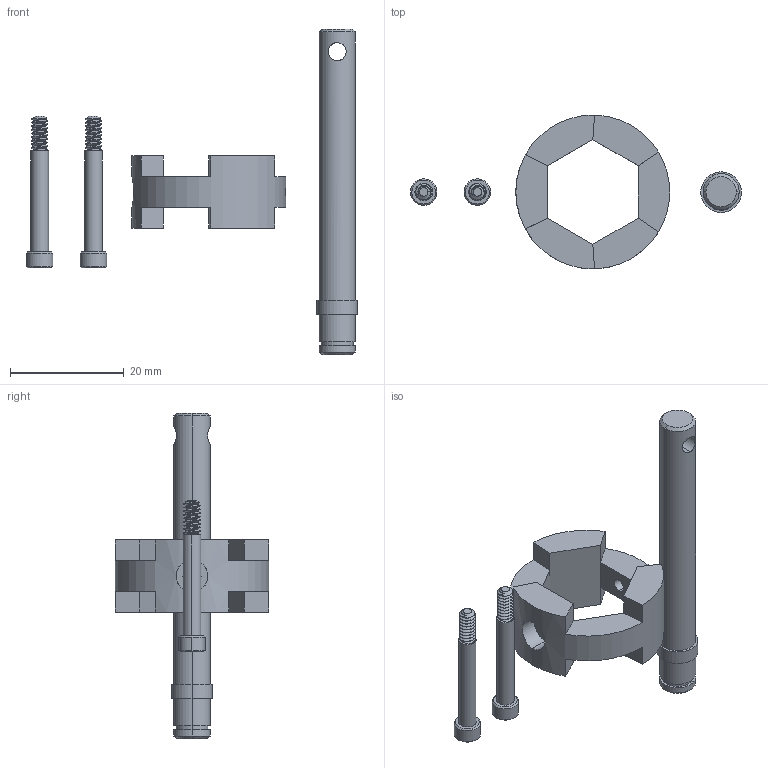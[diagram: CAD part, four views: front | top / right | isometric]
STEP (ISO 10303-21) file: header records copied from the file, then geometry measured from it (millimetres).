
FILE_DESCRIPTION (( 'STEP AP214' ), '1' );
FILE_NAME ('217-3628-STEP.STEP', '2017-01-02T17:38:06', ( '' ), ( '' ), 'SwSTEP 2.0', 'SolidWorks 2016', '' );
FILE_SCHEMA (( 'AUTOMOTIVE_DESIGN' ));
Length unit declared in the file: millimetre
Products named in the file (4): 217-3423-019 Rev2; 217-3423-009 Rev3; 217-3423-014 Rev1; 217-3628-STEP
Assembly tree (4 placements, depth 2):
  217-3628-STEP
    217-3423-009 Rev3
    217-3423-014 Rev1  x2
    217-3423-019 Rev2
Bounding box: 58.08 x 26.98 x 57.15 mm (x, y, z)
Volume: 5192.5 mm3; surface area: 4169.9 mm2
Topology: 4 solids, 4 shells, 203 faces, 520 edges, 330 vertices
Faces by surface type: cylinder 106, plane 59, cone 34, bspline 4
Entity records: 7941 total; most frequent: CARTESIAN_POINT 3606, ORIENTED_EDGE 668, DIRECTION 587, EDGE_CURVE 334, AXIS2_PLACEMENT_3D 217, VERTEX_POINT 211, VECTOR 153, LINE 153
